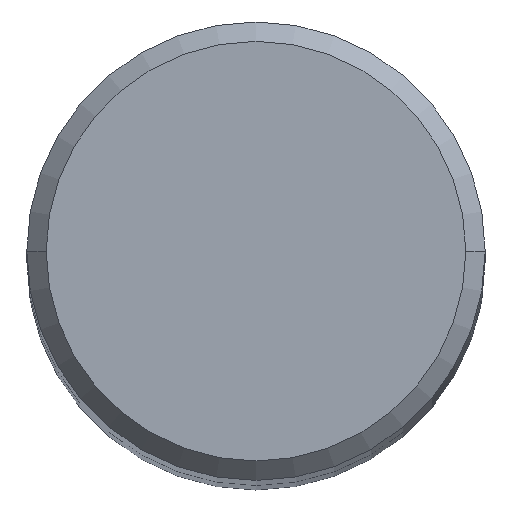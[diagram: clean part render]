
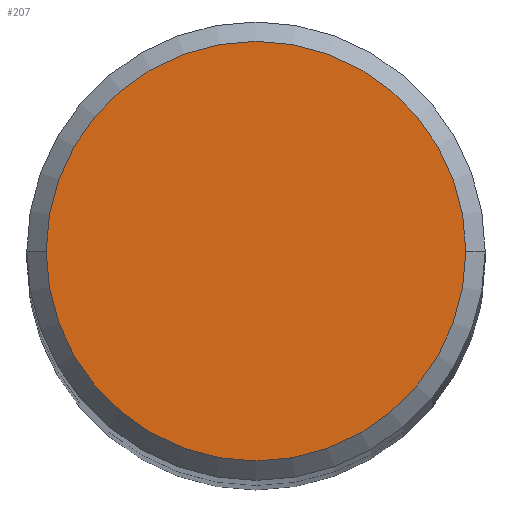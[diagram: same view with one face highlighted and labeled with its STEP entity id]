
A CAD part, top view. The second image highlights one B-rep face of the part: STEP entity #207.
In plain terms, the highlighted planar face has unit normal (0, 0, 1).
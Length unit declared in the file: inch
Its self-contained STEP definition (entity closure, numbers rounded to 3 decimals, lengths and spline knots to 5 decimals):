
#8 = DIRECTION ( 'NONE',  ( 0., 0., -1. ) ) ;
#19 = EDGE_LOOP ( 'NONE', ( #152, #25 ) ) ;
#25 = ORIENTED_EDGE ( 'NONE', *, *, #53, .T. ) ;
#43 = CIRCLE ( 'NONE', #276, 0.2162 ) ;
#53 = EDGE_CURVE ( 'NONE', #304, #371, #43, .T. ) ;
#73 = CARTESIAN_POINT ( 'NONE',  ( -0.2162, 0., 0. ) ) ;
#102 = CARTESIAN_POINT ( 'NONE',  ( 0., 0., 0. ) ) ;
#127 = DIRECTION ( 'NONE',  ( -1., 0., 0. ) ) ;
#143 = DIRECTION ( 'NONE',  ( 0., 0., 1. ) ) ;
#152 = ORIENTED_EDGE ( 'NONE', *, *, #385, .T. ) ;
#168 = CARTESIAN_POINT ( 'NONE',  ( 0., 0.2162, 0. ) ) ;
#171 = PLANE ( 'NONE',  #410 ) ;
#173 = CARTESIAN_POINT ( 'NONE',  ( 0., 0., 0. ) ) ;
#195 = FACE_OUTER_BOUND ( 'NONE', #19, .T. ) ;
#201 = CARTESIAN_POINT ( 'NONE',  ( 0.2162, 0., 0. ) ) ;
#207 = ADVANCED_FACE ( 'NONE', ( #195 ), #171, .F. ) ;
#236 = DIRECTION ( 'NONE',  ( 1., 0., 0. ) ) ;
#267 = AXIS2_PLACEMENT_3D ( 'NONE', #173, #143, #402 ) ;
#268 = DIRECTION ( 'NONE',  ( 0., 0., 1. ) ) ;
#276 = AXIS2_PLACEMENT_3D ( 'NONE', #102, #268, #236 ) ;
#277 = CIRCLE ( 'NONE', #267, 0.2162 ) ;
#304 = VERTEX_POINT ( 'NONE', #201 ) ;
#371 = VERTEX_POINT ( 'NONE', #73 ) ;
#385 = EDGE_CURVE ( 'NONE', #371, #304, #277, .T. ) ;
#402 = DIRECTION ( 'NONE',  ( 1., 0., 0. ) ) ;
#410 = AXIS2_PLACEMENT_3D ( 'NONE', #168, #8, #127 ) ;
